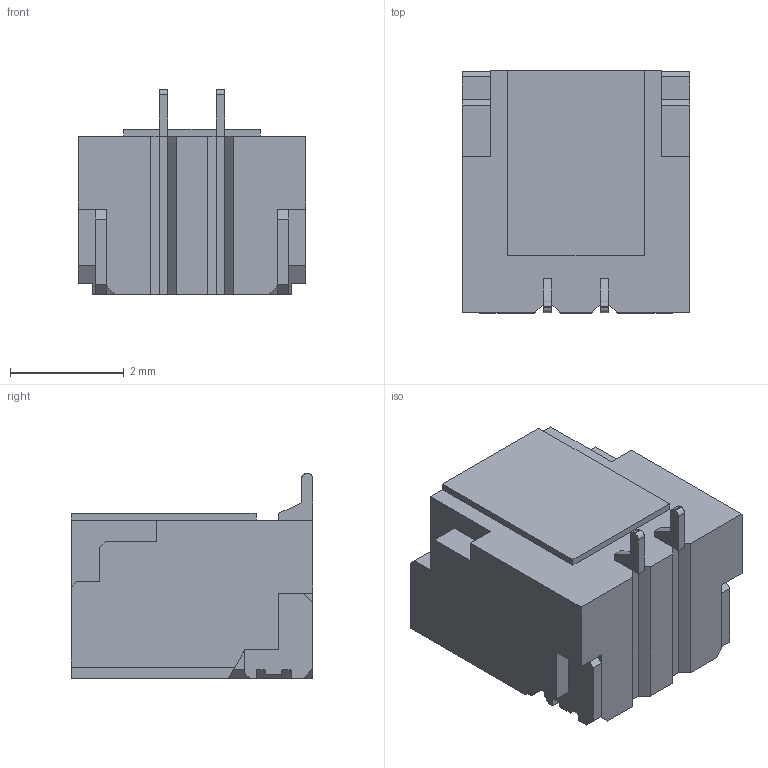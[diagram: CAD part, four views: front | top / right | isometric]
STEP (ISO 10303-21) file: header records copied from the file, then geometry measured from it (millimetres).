
FILE_DESCRIPTION (( 'STEP AP214' ), '1' );
FILE_NAME ('BM02B-SRSS-TB (LF)(SN).STEP', '2023-11-15T19:28:13', ( '' ), ( '' ), 'SwSTEP 2.0', 'SolidWorks 2021', '' );
FILE_SCHEMA (( 'AUTOMOTIVE_DESIGN' ));
Length unit declared in the file: millimetre
Products named in the file (2): BMxxB-SRSS-TB(LF)(SN)_02; BM02B-SRSS-TB  (LF)(SN)
Assembly tree (1 placements, depth 2):
  BM02B-SRSS-TB  (LF)(SN)
    BMxxB-SRSS-TB(LF)(SN)_02
Bounding box: 4 x 4.25 x 3.6 mm (x, y, z)
Volume: 26.7 mm3; surface area: 145.2 mm2
Topology: 9 solids, 10 shells, 226 faces, 578 edges, 378 vertices
Faces by surface type: plane 210, cylinder 16
Entity records: 6834 total; most frequent: CARTESIAN_POINT 1186, ORIENTED_EDGE 1156, DIRECTION 1070, EDGE_CURVE 578, VECTOR 546, LINE 546, VERTEX_POINT 378, AXIS2_PLACEMENT_3D 262
